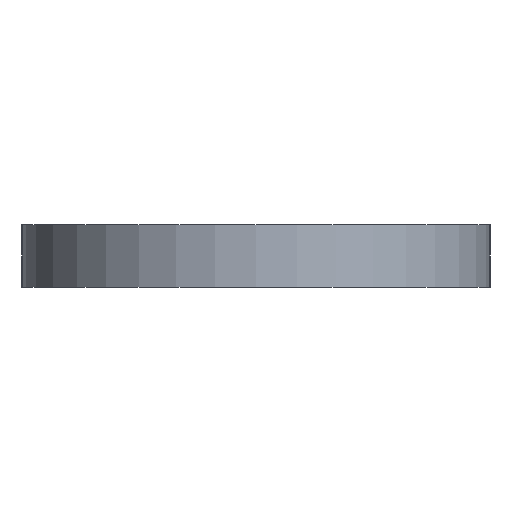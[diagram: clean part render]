
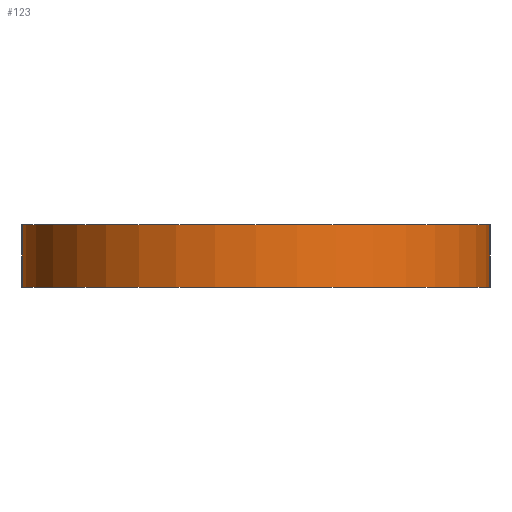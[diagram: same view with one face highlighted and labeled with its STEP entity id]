
A CAD part, left-side view. The second image highlights one B-rep face of the part: STEP entity #123.
In plain terms, the highlighted cylindrical face has radius 7.5 mm (diameter 15 mm), a partial arc.
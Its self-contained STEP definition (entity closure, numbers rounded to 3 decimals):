
#25=FACE_OUTER_BOUND('',#32,.T.);
#32=EDGE_LOOP('',(#102,#103,#104,#105));
#39=LINE('',#202,#48);
#45=LINE('',#217,#54);
#48=VECTOR('',#165,10.);
#54=VECTOR('',#179,10.);
#59=CIRCLE('',#149,7.5);
#60=CIRCLE('',#150,7.5);
#63=VERTEX_POINT('',#198);
#65=VERTEX_POINT('',#201);
#69=VERTEX_POINT('',#213);
#70=VERTEX_POINT('',#215);
#75=EDGE_CURVE('',#63,#65,#39,.T.);
#83=EDGE_CURVE('',#69,#70,#45,.T.);
#84=EDGE_CURVE('',#63,#69,#59,.T.);
#85=EDGE_CURVE('',#65,#70,#60,.T.);
#102=ORIENTED_EDGE('',*,*,#84,.T.);
#103=ORIENTED_EDGE('',*,*,#83,.T.);
#104=ORIENTED_EDGE('',*,*,#85,.F.);
#105=ORIENTED_EDGE('',*,*,#75,.F.);
#118=CYLINDRICAL_SURFACE('',#148,7.5);
#123=ADVANCED_FACE('',(#25),#118,.T.);
#148=AXIS2_PLACEMENT_3D('',#218,#180,#181);
#149=AXIS2_PLACEMENT_3D('',#219,#182,#183);
#150=AXIS2_PLACEMENT_3D('',#220,#184,#185);
#165=DIRECTION('',(0.,0.,1.));
#179=DIRECTION('',(0.,0.,1.));
#180=DIRECTION('center_axis',(0.,0.,1.));
#181=DIRECTION('ref_axis',(0.,1.,0.));
#182=DIRECTION('center_axis',(0.,0.,1.));
#183=DIRECTION('ref_axis',(0.,1.,0.));
#184=DIRECTION('center_axis',(0.,0.,1.));
#185=DIRECTION('ref_axis',(0.,1.,0.));
#198=CARTESIAN_POINT('',(-67.5,7.5,0.));
#201=CARTESIAN_POINT('',(-67.5,7.5,2.));
#202=CARTESIAN_POINT('',(-67.5,7.5,0.));
#213=CARTESIAN_POINT('',(-67.5,-7.5,0.));
#215=CARTESIAN_POINT('',(-67.5,-7.5,2.));
#217=CARTESIAN_POINT('',(-67.5,-7.5,0.));
#218=CARTESIAN_POINT('Origin',(-67.5,0.,0.));
#219=CARTESIAN_POINT('Origin',(-67.5,0.,0.));
#220=CARTESIAN_POINT('Origin',(-67.5,0.,2.));
